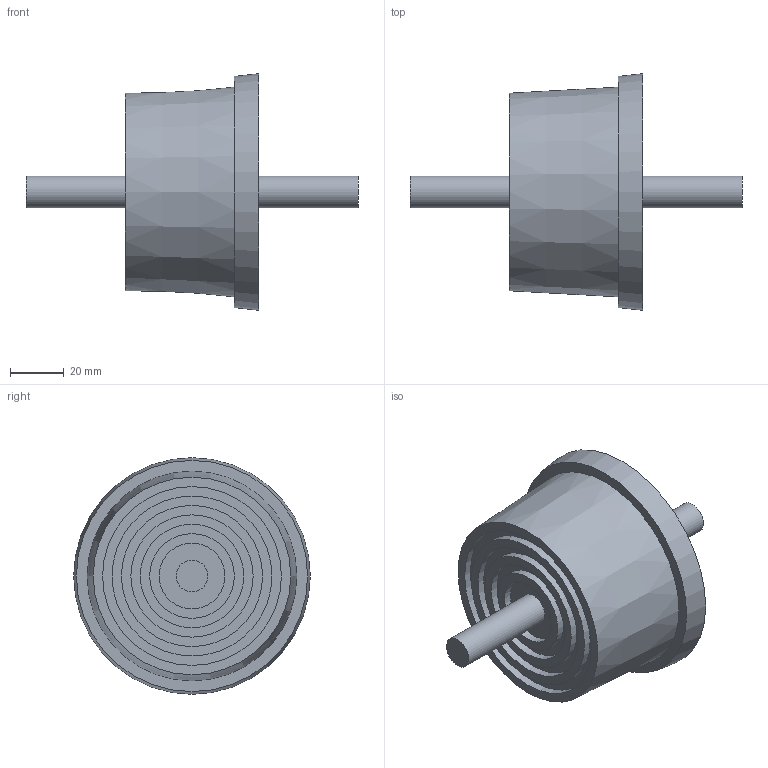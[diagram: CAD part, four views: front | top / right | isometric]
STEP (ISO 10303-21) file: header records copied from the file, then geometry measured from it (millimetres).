
FILE_DESCRIPTION(/* description */ (''),/* implementation_level */ '2;1');
FILE_NAME(/* name */ 'DR_PR7-M12-75.stp',/* time_stamp */ '2024-10-21T14:43:21+09:00',/* author */ ('user'),/* organization */ (''),/* preprocessor_version */ 'ST-DEVELOPER v15.6',/* originating_system */ 'Autodesk Inventor 2015',/* authorisation */ '');
FILE_SCHEMA (('AUTOMOTIVE_DESIGN { 1 0 10303 214 3 1 1 }'));
Length unit declared in the file: millimetre
Products named in the file (1): DR_PR7-M12-75
Bounding box: 123.5 x 88 x 88 mm (x, y, z)
Volume: 229510.3 mm3; surface area: 33988.8 mm2
Topology: 1 solids, 1 shells, 41 faces, 62 edges, 42 vertices
Faces by surface type: plane 21, cylinder 18, cone 2
Full cylindrical faces by diameter (mm): 11.8 x2, 24.5 x1, 25.5 x1, 31.5 x1, 32.5 x1, 38.5 x1, 39.5 x1, 45.5 x1, 46.5 x1, 52.5 x1, 53.5 x1, 59.5 x1, 60.5 x1, 66.5 x1, 67.5 x1, 74.5 x1, 81.5 x1
Entity records: 838 total; most frequent: DIRECTION 164, CARTESIAN_POINT 122, AXIS2_PLACEMENT_3D 82, EDGE_LOOP 80, ORIENTED_EDGE 80, FACE_OUTER_BOUND 41, ADVANCED_FACE 41, CIRCLE 40
